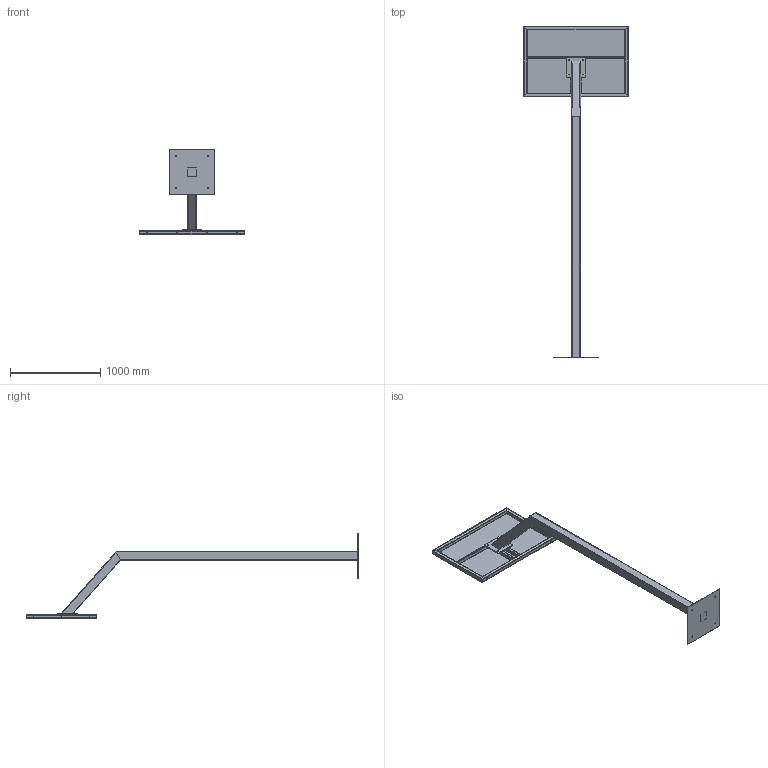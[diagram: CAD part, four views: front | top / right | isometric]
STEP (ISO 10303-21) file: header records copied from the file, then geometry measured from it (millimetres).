
FILE_DESCRIPTION (( 'STEP AP214' ), '1' );
FILE_NAME ('Panier+Poteau.STEP', '2024-08-29T12:15:00', ( '' ), ( '' ), 'SwSTEP 2.0', 'SolidWorks 2017', '' );
FILE_SCHEMA (( 'AUTOMOTIVE_DESIGN' ));
Length unit declared in the file: millimetre
Products named in the file (3): Poteau_D‚faut<Brut d''usinage>; Cadre_Panier_D‚faut<Brut d''usinage>; Panier+Poteau
Assembly tree (2 placements, depth 2):
  Panier+Poteau
    Poteau_D‚faut<Brut d''usinage>
    Cadre_Panier_D‚faut<Brut d''usinage>
Bounding box: 1166 x 3678 x 944 mm (x, y, z)
Volume: 11003654.2 mm3; surface area: 7069930.2 mm2
Topology: 13 solids, 13 shells, 322 faces, 856 edges, 560 vertices
Faces by surface type: cylinder 184, plane 130, bspline 8
Entity records: 10829 total; most frequent: CARTESIAN_POINT 2431, ORIENTED_EDGE 1712, DIRECTION 1654, EDGE_CURVE 856, AXIS2_PLACEMENT_3D 583, VERTEX_POINT 560, VECTOR 488, LINE 488
